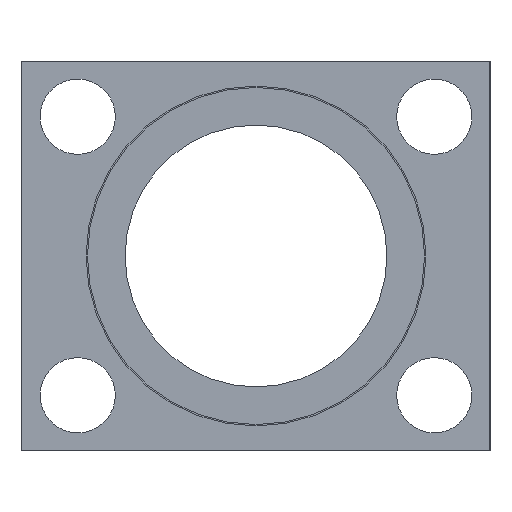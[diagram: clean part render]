
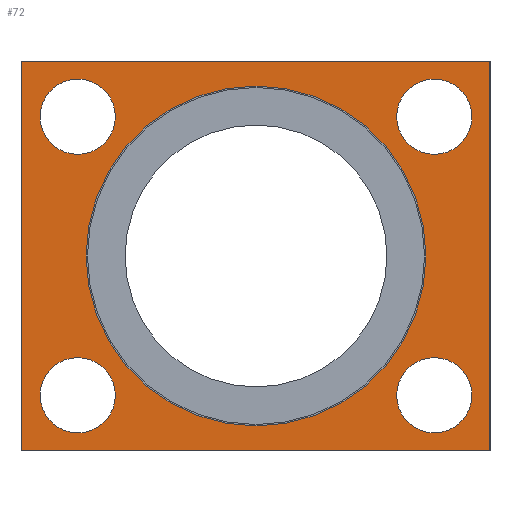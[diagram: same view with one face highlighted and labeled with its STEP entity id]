
A CAD part, left-side view. The second image highlights one B-rep face of the part: STEP entity #72.
In plain terms, the highlighted planar face has unit normal (-1, 0, 0).
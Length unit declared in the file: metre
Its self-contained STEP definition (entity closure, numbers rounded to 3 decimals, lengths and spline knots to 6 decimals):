
#72 = ADVANCED_FACE( '', ( #161, #162, #163, #164, #165, #166 ), #167, .F. );
#161 = FACE_BOUND( '', #278, .T. );
#162 = FACE_BOUND( '', #279, .T. );
#163 = FACE_BOUND( '', #280, .T. );
#164 = FACE_OUTER_BOUND( '', #281, .T. );
#165 = FACE_BOUND( '', #282, .T. );
#166 = FACE_BOUND( '', #283, .T. );
#167 = PLANE( '', #284 );
#278 = EDGE_LOOP( '', ( #420 ) );
#279 = EDGE_LOOP( '', ( #421 ) );
#280 = EDGE_LOOP( '', ( #422 ) );
#281 = EDGE_LOOP( '', ( #423, #424, #425, #426 ) );
#282 = EDGE_LOOP( '', ( #427 ) );
#283 = EDGE_LOOP( '', ( #428 ) );
#284 = AXIS2_PLACEMENT_3D( '', #429, #430, #431 );
#420 = ORIENTED_EDGE( '', *, *, #531, .T. );
#421 = ORIENTED_EDGE( '', *, *, #562, .T. );
#422 = ORIENTED_EDGE( '', *, *, #563, .T. );
#423 = ORIENTED_EDGE( '', *, *, #544, .T. );
#424 = ORIENTED_EDGE( '', *, *, #564, .T. );
#425 = ORIENTED_EDGE( '', *, *, #557, .T. );
#426 = ORIENTED_EDGE( '', *, *, #534, .F. );
#427 = ORIENTED_EDGE( '', *, *, #528, .T. );
#428 = ORIENTED_EDGE( '', *, *, #539, .T. );
#429 = CARTESIAN_POINT( '', ( -0.006, -0.1, -0.1 ) );
#430 = DIRECTION( '', ( 1., 0., 0. ) );
#431 = DIRECTION( '', ( 0., 0., -1. ) );
#528 = EDGE_CURVE( '', #593, #593, #594, .T. );
#531 = EDGE_CURVE( '', #598, #598, #599, .T. );
#534 = EDGE_CURVE( '', #601, #604, #605, .T. );
#539 = EDGE_CURVE( '', #612, #612, #613, .T. );
#544 = EDGE_CURVE( '', #601, #620, #621, .T. );
#557 = EDGE_CURVE( '', #641, #604, #642, .T. );
#562 = EDGE_CURVE( '', #648, #648, #649, .T. );
#563 = EDGE_CURVE( '', #650, #650, #651, .T. );
#564 = EDGE_CURVE( '', #620, #641, #652, .T. );
#593 = VERTEX_POINT( '', #691 );
#594 = CIRCLE( '', #692, 0.00675 );
#598 = VERTEX_POINT( '', #696 );
#599 = CIRCLE( '', #697, 0.00675 );
#601 = VERTEX_POINT( '', #699 );
#604 = VERTEX_POINT( '', #703 );
#605 = LINE( '', #704, #705 );
#612 = VERTEX_POINT( '', #714 );
#613 = CIRCLE( '', #715, 0.00675 );
#620 = VERTEX_POINT( '', #781 );
#621 = LINE( '', #782, #783 );
#641 = VERTEX_POINT( '', #805 );
#642 = LINE( '', #806, #807 );
#648 = VERTEX_POINT( '', #815 );
#649 = CIRCLE( '', #816, 0.00675 );
#650 = VERTEX_POINT( '', #817 );
#651 = CIRCLE( '', #818, 0.0305 );
#652 = LINE( '', #819, #820 );
#691 = CARTESIAN_POINT( '', ( -0.006, -0.03875, -0.025 ) );
#692 = AXIS2_PLACEMENT_3D( '', #860, #861, #862 );
#696 = CARTESIAN_POINT( '', ( -0.006, 0.02525, -0.025 ) );
#697 = AXIS2_PLACEMENT_3D( '', #866, #867, #868 );
#699 = CARTESIAN_POINT( '', ( -0.006, 0.042, 0.035 ) );
#703 = CARTESIAN_POINT( '', ( -0.006, -0.042, 0.035 ) );
#704 = CARTESIAN_POINT( '', ( -0.006, 0.042, 0.035 ) );
#705 = VECTOR( '', #870, 1. );
#714 = CARTESIAN_POINT( '', ( -0.006, 0.02525, 0.025 ) );
#715 = AXIS2_PLACEMENT_3D( '', #876, #877, #878 );
#781 = CARTESIAN_POINT( '', ( -0.006, 0.042, -0.035 ) );
#782 = CARTESIAN_POINT( '', ( -0.006, 0.042, 0.035 ) );
#783 = VECTOR( '', #882, 1. );
#805 = CARTESIAN_POINT( '', ( -0.006, -0.042, -0.035 ) );
#806 = CARTESIAN_POINT( '', ( -0.006, -0.042, 0.035 ) );
#807 = VECTOR( '', #903, 1. );
#815 = CARTESIAN_POINT( '', ( -0.006, -0.03875, 0.025 ) );
#816 = AXIS2_PLACEMENT_3D( '', #906, #907, #908 );
#817 = CARTESIAN_POINT( '', ( -0.006, 0.0305, 0. ) );
#818 = AXIS2_PLACEMENT_3D( '', #909, #910, #911 );
#819 = CARTESIAN_POINT( '', ( -0.006, 0.042, -0.035 ) );
#820 = VECTOR( '', #912, 1. );
#860 = CARTESIAN_POINT( '', ( -0.006, -0.032, -0.025 ) );
#861 = DIRECTION( '', ( 1., 0., 0. ) );
#862 = DIRECTION( '', ( 0., -1., 0. ) );
#866 = CARTESIAN_POINT( '', ( -0.006, 0.032, -0.025 ) );
#867 = DIRECTION( '', ( 1., 0., 0. ) );
#868 = DIRECTION( '', ( 0., -1., 0. ) );
#870 = DIRECTION( '', ( 0., -1., 0. ) );
#876 = CARTESIAN_POINT( '', ( -0.006, 0.032, 0.025 ) );
#877 = DIRECTION( '', ( 1., 0., 0. ) );
#878 = DIRECTION( '', ( 0., -1., 0. ) );
#882 = DIRECTION( '', ( 0., 0., -1. ) );
#903 = DIRECTION( '', ( 0., 0., 1. ) );
#906 = CARTESIAN_POINT( '', ( -0.006, -0.032, 0.025 ) );
#907 = DIRECTION( '', ( 1., 0., 0. ) );
#908 = DIRECTION( '', ( 0., -1., 0. ) );
#909 = CARTESIAN_POINT( '', ( -0.006, 0., 0. ) );
#910 = DIRECTION( '', ( 1., 0., 0. ) );
#911 = DIRECTION( '', ( 0., 1., 0. ) );
#912 = DIRECTION( '', ( 0., -1., 0. ) );
